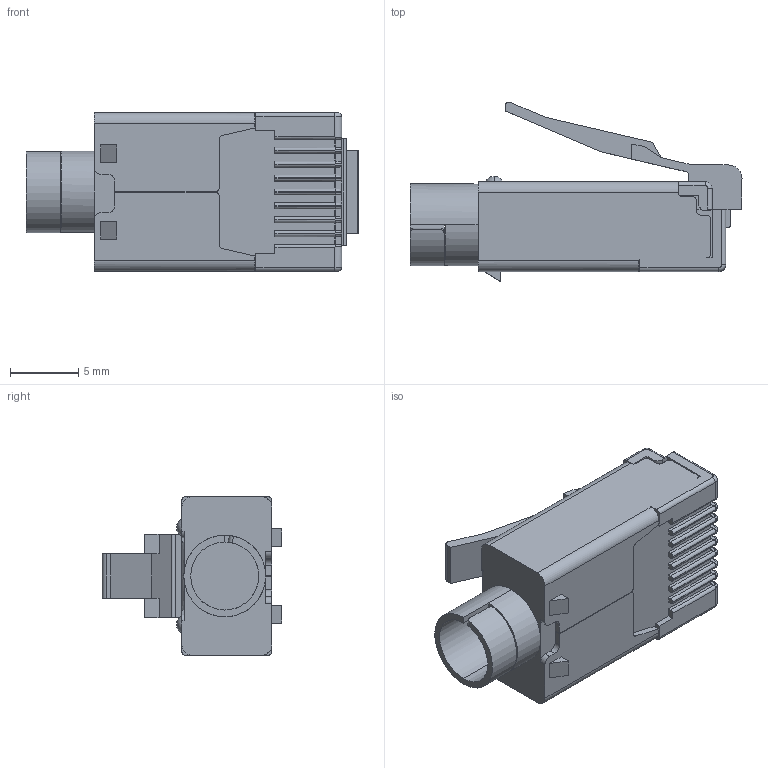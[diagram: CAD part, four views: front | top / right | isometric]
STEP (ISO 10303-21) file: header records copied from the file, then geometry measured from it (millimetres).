
FILE_DESCRIPTION (( 'STEP AP203' ), '1' );
FILE_NAME ('Customer-BB(090)A624.STEP', '2022-08-10T10:38:54', ( '' ), ( '' ), 'SwSTEP 2.0', 'SolidWorks 2021', '' );
FILE_SCHEMA (( 'CONFIG_CONTROL_DESIGN' ));
Length unit declared in the file: millimetre
Products named in the file (1): Customer-BB(090)A624
Bounding box: 24.39 x 13.18 x 11.68 mm (x, y, z)
Volume: 1493.7 mm3; surface area: 1249.7 mm2
Topology: 1 solids, 1 shells, 333 faces, 936 edges, 613 vertices
Faces by surface type: plane 201, cylinder 105, torus 20, sphere 4, bspline 3
Entity records: 11048 total; most frequent: CARTESIAN_POINT 2354, ORIENTED_EDGE 1872, DIRECTION 1743, EDGE_CURVE 936, VERTEX_POINT 613, LINE 587, VECTOR 587, AXIS2_PLACEMENT_3D 578
